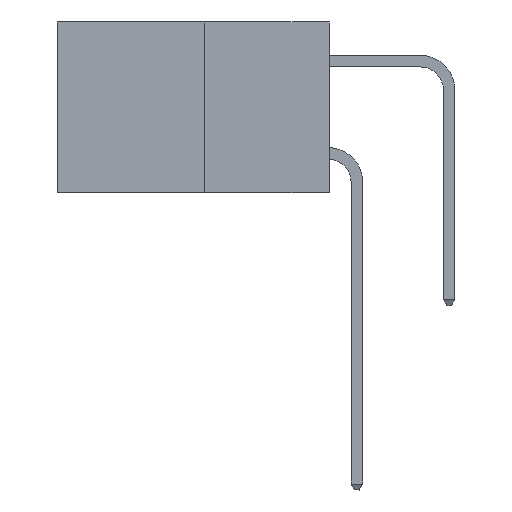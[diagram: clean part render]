
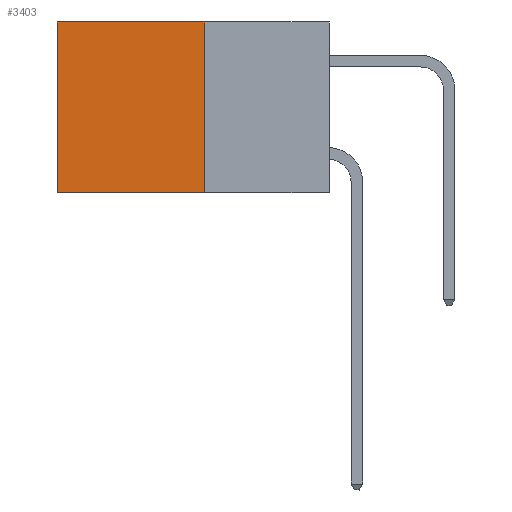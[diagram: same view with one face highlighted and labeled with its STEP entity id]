
A CAD part, left-side view. The second image highlights one B-rep face of the part: STEP entity #3403.
In plain terms, the highlighted planar face has unit normal (-1, 0, 0).
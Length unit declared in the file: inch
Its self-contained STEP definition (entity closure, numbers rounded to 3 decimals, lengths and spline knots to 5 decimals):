
#725 = VECTOR ( 'NONE', #7600, 39.37008 ) ;
#2068 = CARTESIAN_POINT ( 'NONE',  ( 0.277, 0.27, -0.37 ) ) ;
#2484 = EDGE_CURVE ( 'NONE', #8407, #5586, #2883, .T. ) ;
#2579 = ORIENTED_EDGE ( 'NONE', *, *, #11389, .T. ) ;
#2631 = LINE ( 'NONE', #13589, #8685 ) ;
#2883 = LINE ( 'NONE', #7428, #8533 ) ;
#3403 = ADVANCED_FACE ( 'NONE', ( #14328 ), #13036, .F. ) ;
#4551 = LINE ( 'NONE', #13132, #725 ) ;
#4930 = VECTOR ( 'NONE', #12276, 39.37008 ) ;
#5219 = CARTESIAN_POINT ( 'NONE',  ( 0.277, 0.27, 0. ) ) ;
#5310 = ORIENTED_EDGE ( 'NONE', *, *, #14443, .F. ) ;
#5586 = VERTEX_POINT ( 'NONE', #11714 ) ;
#5852 = DIRECTION ( 'NONE',  ( 0., 1., 0. ) ) ;
#6078 = CARTESIAN_POINT ( 'NONE',  ( 0.277, 0.59, 0. ) ) ;
#6449 = VERTEX_POINT ( 'NONE', #6078 ) ;
#6597 = EDGE_LOOP ( 'NONE', ( #7914, #5310, #8281, #2579 ) ) ;
#7130 = DIRECTION ( 'NONE',  ( 0., 0., -1. ) ) ;
#7428 = CARTESIAN_POINT ( 'NONE',  ( 0.277, 0.27, -0.37 ) ) ;
#7600 = DIRECTION ( 'NONE',  ( 0., 0., -1. ) ) ;
#7881 = LINE ( 'NONE', #2068, #4930 ) ;
#7914 = ORIENTED_EDGE ( 'NONE', *, *, #8531, .T. ) ;
#7947 = AXIS2_PLACEMENT_3D ( 'NONE', #12988, #12974, #12972 ) ;
#8281 = ORIENTED_EDGE ( 'NONE', *, *, #2484, .F. ) ;
#8407 = VERTEX_POINT ( 'NONE', #5219 ) ;
#8531 = EDGE_CURVE ( 'NONE', #6449, #9090, #4551, .T. ) ;
#8533 = VECTOR ( 'NONE', #7130, 39.37008 ) ;
#8685 = VECTOR ( 'NONE', #5852, 39.37008 ) ;
#9090 = VERTEX_POINT ( 'NONE', #13710 ) ;
#11389 = EDGE_CURVE ( 'NONE', #8407, #6449, #2631, .T. ) ;
#11714 = CARTESIAN_POINT ( 'NONE',  ( 0.277, 0.27, -0.37 ) ) ;
#12276 = DIRECTION ( 'NONE',  ( 0., 1., 0. ) ) ;
#12972 = DIRECTION ( 'NONE',  ( 0., 0., -1. ) ) ;
#12974 = DIRECTION ( 'NONE',  ( 1., 0., 0. ) ) ;
#12988 = CARTESIAN_POINT ( 'NONE',  ( 0.277, 0.27, -0.37 ) ) ;
#13036 = PLANE ( 'NONE',  #7947 ) ;
#13132 = CARTESIAN_POINT ( 'NONE',  ( 0.277, 0.59, -0.37 ) ) ;
#13589 = CARTESIAN_POINT ( 'NONE',  ( 0.277, 0.27, 0. ) ) ;
#13710 = CARTESIAN_POINT ( 'NONE',  ( 0.277, 0.59, -0.37 ) ) ;
#14328 = FACE_OUTER_BOUND ( 'NONE', #6597, .T. ) ;
#14443 = EDGE_CURVE ( 'NONE', #5586, #9090, #7881, .T. ) ;
